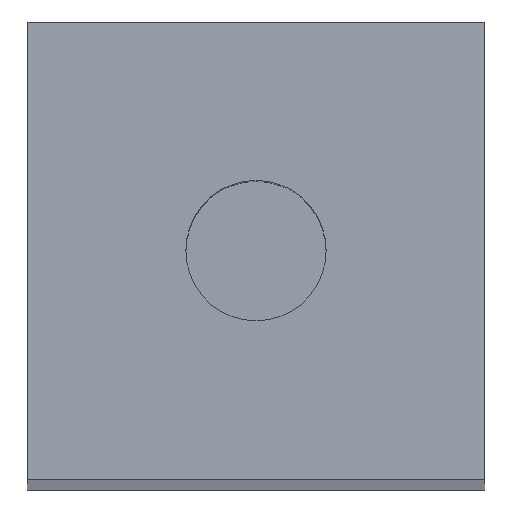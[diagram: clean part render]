
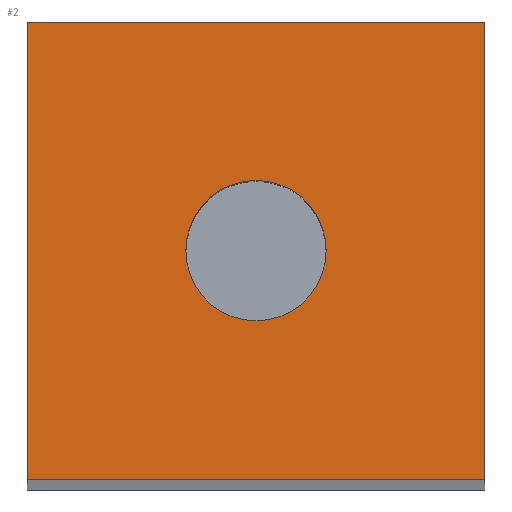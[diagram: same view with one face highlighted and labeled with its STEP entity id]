
A CAD part, top view. The second image highlights one B-rep face of the part: STEP entity #2.
In plain terms, the highlighted planar face has unit normal (0, 0, 1).
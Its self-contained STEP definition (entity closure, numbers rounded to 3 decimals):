
#2 = ADVANCED_FACE ( 'NONE', ( #337, #58 ), #118, .F. ) ;
#6 = CARTESIAN_POINT ( 'NONE',  ( 0., 22., 298. ) ) ;
#11 = DIRECTION ( 'NONE',  ( 1., 0., 0. ) ) ;
#19 = CIRCLE ( 'NONE', #155, 3.375 ) ;
#31 = CARTESIAN_POINT ( 'NONE',  ( 11., 11., 298. ) ) ;
#52 = VERTEX_POINT ( 'NONE', #123 ) ;
#58 = FACE_OUTER_BOUND ( 'NONE', #114, .T. ) ;
#61 = VECTOR ( 'NONE', #11, 1000. ) ;
#71 = VECTOR ( 'NONE', #134, 1000. ) ;
#73 = VERTEX_POINT ( 'NONE', #394 ) ;
#77 = CARTESIAN_POINT ( 'NONE',  ( 14.375, 11., 298. ) ) ;
#78 = EDGE_CURVE ( 'NONE', #261, #52, #383, .T. ) ;
#92 = DIRECTION ( 'NONE',  ( -1., 0., 0. ) ) ;
#94 = DIRECTION ( 'NONE',  ( 0., 0., 1. ) ) ;
#114 = EDGE_LOOP ( 'NONE', ( #357, #227, #297, #185 ) ) ;
#118 = PLANE ( 'NONE',  #376 ) ;
#123 = CARTESIAN_POINT ( 'NONE',  ( 7.625, 11., 298. ) ) ;
#129 = CARTESIAN_POINT ( 'NONE',  ( 0., 22., 298. ) ) ;
#134 = DIRECTION ( 'NONE',  ( 0., -1., 0. ) ) ;
#140 = EDGE_CURVE ( 'NONE', #73, #244, #359, .T. ) ;
#150 = DIRECTION ( 'NONE',  ( 0., 0., -1. ) ) ;
#154 = DIRECTION ( 'NONE',  ( 0., 1., 0. ) ) ;
#155 = AXIS2_PLACEMENT_3D ( 'NONE', #381, #237, #168 ) ;
#160 = EDGE_LOOP ( 'NONE', ( #315, #165 ) ) ;
#165 = ORIENTED_EDGE ( 'NONE', *, *, #351, .F. ) ;
#168 = DIRECTION ( 'NONE',  ( 1., 0., 0. ) ) ;
#181 = CARTESIAN_POINT ( 'NONE',  ( 22., 0., 298. ) ) ;
#185 = ORIENTED_EDGE ( 'NONE', *, *, #208, .T. ) ;
#190 = VECTOR ( 'NONE', #92, 1000. ) ;
#208 = EDGE_CURVE ( 'NONE', #244, #262, #277, .T. ) ;
#214 = CARTESIAN_POINT ( 'NONE',  ( 0., 22., 298. ) ) ;
#220 = DIRECTION ( 'NONE',  ( 1., 0., 0. ) ) ;
#227 = ORIENTED_EDGE ( 'NONE', *, *, #367, .T. ) ;
#235 = CARTESIAN_POINT ( 'NONE',  ( 0., 0., 298. ) ) ;
#237 = DIRECTION ( 'NONE',  ( 0., 0., 1. ) ) ;
#239 = EDGE_CURVE ( 'NONE', #262, #325, #264, .T. ) ;
#244 = VERTEX_POINT ( 'NONE', #347 ) ;
#249 = VECTOR ( 'NONE', #154, 1000. ) ;
#253 = AXIS2_PLACEMENT_3D ( 'NONE', #31, #94, #220 ) ;
#261 = VERTEX_POINT ( 'NONE', #77 ) ;
#262 = VERTEX_POINT ( 'NONE', #6 ) ;
#264 = LINE ( 'NONE', #286, #71 ) ;
#277 = LINE ( 'NONE', #129, #190 ) ;
#286 = CARTESIAN_POINT ( 'NONE',  ( 0., 0., 298. ) ) ;
#297 = ORIENTED_EDGE ( 'NONE', *, *, #140, .T. ) ;
#300 = LINE ( 'NONE', #235, #61 ) ;
#315 = ORIENTED_EDGE ( 'NONE', *, *, #78, .F. ) ;
#317 = CARTESIAN_POINT ( 'NONE',  ( 0., 0., 298. ) ) ;
#325 = VERTEX_POINT ( 'NONE', #317 ) ;
#337 = FACE_BOUND ( 'NONE', #160, .T. ) ;
#347 = CARTESIAN_POINT ( 'NONE',  ( 22., 22., 298. ) ) ;
#351 = EDGE_CURVE ( 'NONE', #52, #261, #19, .T. ) ;
#357 = ORIENTED_EDGE ( 'NONE', *, *, #239, .T. ) ;
#359 = LINE ( 'NONE', #181, #249 ) ;
#367 = EDGE_CURVE ( 'NONE', #325, #73, #300, .T. ) ;
#376 = AXIS2_PLACEMENT_3D ( 'NONE', #214, #150, #390 ) ;
#381 = CARTESIAN_POINT ( 'NONE',  ( 11., 11., 298. ) ) ;
#383 = CIRCLE ( 'NONE', #253, 3.375 ) ;
#390 = DIRECTION ( 'NONE',  ( -1., 0., 0. ) ) ;
#394 = CARTESIAN_POINT ( 'NONE',  ( 22., 0., 298. ) ) ;
